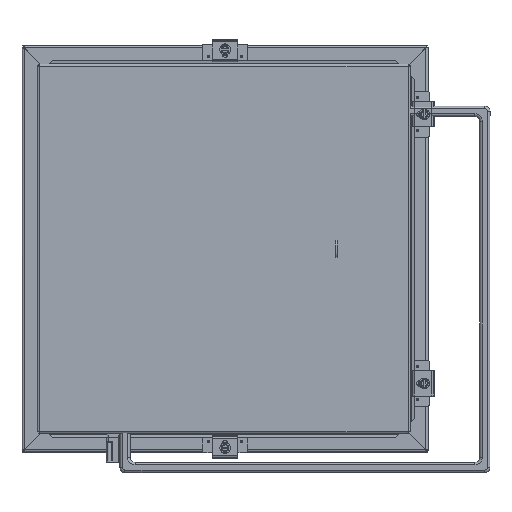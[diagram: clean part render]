
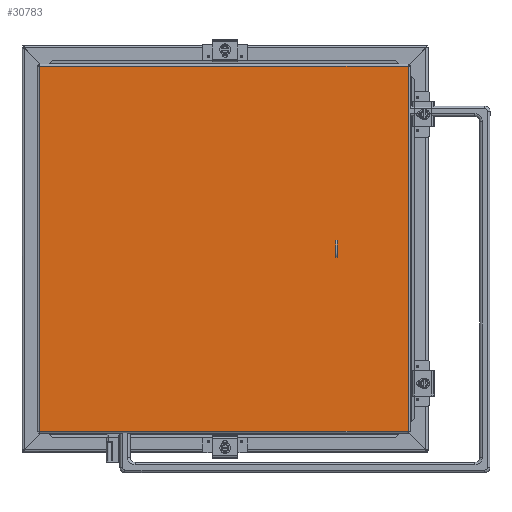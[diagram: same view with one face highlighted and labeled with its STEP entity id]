
A CAD part, top view. The second image highlights one B-rep face of the part: STEP entity #30783.
In plain terms, the highlighted face is planar.
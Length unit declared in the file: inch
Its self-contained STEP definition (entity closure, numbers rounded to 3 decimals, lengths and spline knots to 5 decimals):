
#3849 = VERTEX_POINT ( 'NONE', #19087 ) ;
#6990 = VECTOR ( 'NONE', #23976, 39.37008 ) ;
#7036 = CARTESIAN_POINT ( 'NONE',  ( 9.08225, -8.9885, 0. ) ) ;
#7374 = CARTESIAN_POINT ( 'NONE',  ( 0., 0., 0. ) ) ;
#8497 = DIRECTION ( 'NONE',  ( -1., 0., 0. ) ) ;
#10004 = EDGE_CURVE ( 'NONE', #31223, #23700, #15619, .T. ) ;
#10250 = CARTESIAN_POINT ( 'NONE',  ( 9.08225, -8.9885, 0. ) ) ;
#10547 = DIRECTION ( 'NONE',  ( 1., 0., 0. ) ) ;
#11115 = VERTEX_POINT ( 'NONE', #28267 ) ;
#11594 = ORIENTED_EDGE ( 'NONE', *, *, #10004, .T. ) ;
#12779 = EDGE_LOOP ( 'NONE', ( #14665, #18043, #25783, #11594 ) ) ;
#13615 = PLANE ( 'NONE',  #38748 ) ;
#14158 = LINE ( 'NONE', #29576, #34467 ) ;
#14522 = CARTESIAN_POINT ( 'NONE',  ( 9.08225, 8.9885, 0. ) ) ;
#14665 = ORIENTED_EDGE ( 'NONE', *, *, #32165, .T. ) ;
#15309 = VECTOR ( 'NONE', #8497, 39.37008 ) ;
#15464 = LINE ( 'NONE', #20686, #6990 ) ;
#15619 = LINE ( 'NONE', #10250, #15309 ) ;
#15741 = VECTOR ( 'NONE', #36241, 39.37008 ) ;
#18043 = ORIENTED_EDGE ( 'NONE', *, *, #22556, .T. ) ;
#19087 = CARTESIAN_POINT ( 'NONE',  ( 9.08225, 8.9885, 0. ) ) ;
#20686 = CARTESIAN_POINT ( 'NONE',  ( -9.08225, -8.9885, 0. ) ) ;
#22556 = EDGE_CURVE ( 'NONE', #11115, #3849, #14158, .T. ) ;
#23700 = VERTEX_POINT ( 'NONE', #28029 ) ;
#23976 = DIRECTION ( 'NONE',  ( 0., 1., 0. ) ) ;
#25172 = FACE_OUTER_BOUND ( 'NONE', #12779, .T. ) ;
#25783 = ORIENTED_EDGE ( 'NONE', *, *, #33853, .T. ) ;
#28029 = CARTESIAN_POINT ( 'NONE',  ( -9.08225, -8.9885, 0. ) ) ;
#28267 = CARTESIAN_POINT ( 'NONE',  ( -9.08225, 8.9885, 0. ) ) ;
#28536 = DIRECTION ( 'NONE',  ( 1., 0., 0. ) ) ;
#29218 = DIRECTION ( 'NONE',  ( 0., 0., 1. ) ) ;
#29576 = CARTESIAN_POINT ( 'NONE',  ( -9.08225, 8.9885, 0. ) ) ;
#30783 = ADVANCED_FACE ( 'NONE', ( #25172 ), #13615, .F. ) ;
#31223 = VERTEX_POINT ( 'NONE', #7036 ) ;
#32165 = EDGE_CURVE ( 'NONE', #23700, #11115, #15464, .T. ) ;
#32195 = LINE ( 'NONE', #14522, #15741 ) ;
#33853 = EDGE_CURVE ( 'NONE', #3849, #31223, #32195, .T. ) ;
#34467 = VECTOR ( 'NONE', #28536, 39.37008 ) ;
#36241 = DIRECTION ( 'NONE',  ( 0., -1., 0. ) ) ;
#38748 = AXIS2_PLACEMENT_3D ( 'NONE', #7374, #29218, #10547 ) ;
